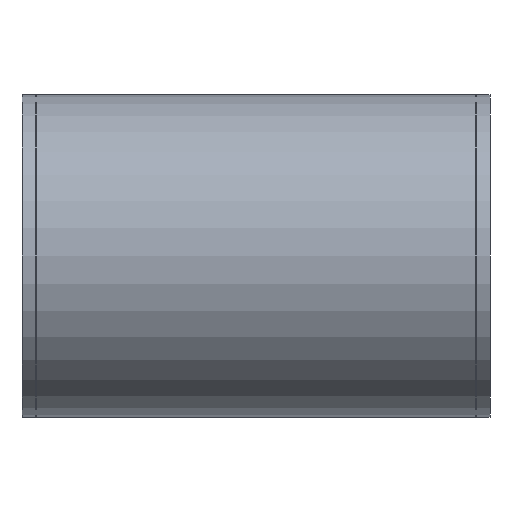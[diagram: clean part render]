
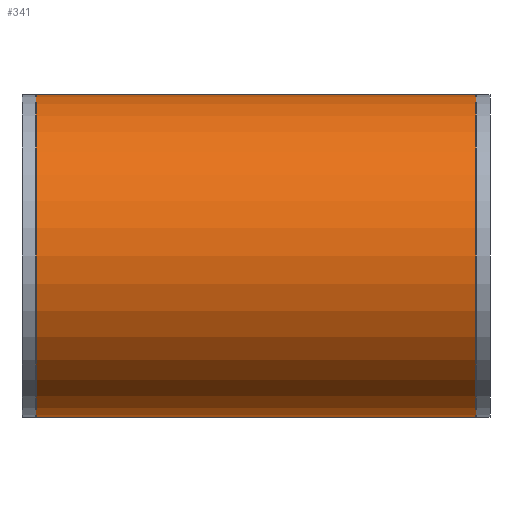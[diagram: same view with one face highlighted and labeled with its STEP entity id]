
A CAD part, left-side view. The second image highlights one B-rep face of the part: STEP entity #341.
In plain terms, the highlighted cylindrical face has radius 5.9 mm (diameter 11.8 mm), a partial arc.
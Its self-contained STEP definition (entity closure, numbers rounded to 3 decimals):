
#191=CARTESIAN_POINT('',(0.,8.03,0.));
#192=DIRECTION('',(0.,1.,0.));
#193=DIRECTION('',(0.,0.,-1.));
#194=AXIS2_PLACEMENT_3D('',#191,#192,#193);
#196=CARTESIAN_POINT('',(0.,-8.03,0.));
#197=DIRECTION('',(0.,-1.,0.));
#198=DIRECTION('',(0.,0.,1.));
#199=AXIS2_PLACEMENT_3D('',#196,#197,#198);
#234=DIRECTION('',(0.,1.,0.));
#235=VECTOR('',#234,16.06);
#236=CARTESIAN_POINT('',(0.,-8.03,-5.9));
#237=LINE('',#236,#235);
#243=DIRECTION('',(0.,1.,0.));
#244=VECTOR('',#243,16.06);
#245=CARTESIAN_POINT('',(0.,-8.03,5.9));
#246=LINE('',#245,#244);
#263=CARTESIAN_POINT('',(0.,8.03,-5.9));
#264=CARTESIAN_POINT('',(0.,8.03,5.9));
#265=VERTEX_POINT('',#263);
#266=VERTEX_POINT('',#264);
#267=CARTESIAN_POINT('',(0.,-8.03,5.9));
#268=CARTESIAN_POINT('',(0.,-8.03,-5.9));
#269=VERTEX_POINT('',#267);
#270=VERTEX_POINT('',#268);
#327=CARTESIAN_POINT('',(0.,0.,0.));
#328=DIRECTION('',(0.,1.,0.));
#329=DIRECTION('',(0.,0.,-1.));
#330=AXIS2_PLACEMENT_3D('',#327,#328,#329);
#331=CYLINDRICAL_SURFACE('',#330,5.9);
#333=ORIENTED_EDGE('',*,*,#332,.T.);
#335=ORIENTED_EDGE('',*,*,#334,.F.);
#336=ORIENTED_EDGE('',*,*,#276,.T.);
#338=ORIENTED_EDGE('',*,*,#337,.T.);
#339=EDGE_LOOP('',(#333,#335,#336,#338));
#340=FACE_OUTER_BOUND('',#339,.F.);
#195=CIRCLE('',#194,5.9);
#200=CIRCLE('',#199,5.9);
#276=EDGE_CURVE('',#269,#270,#200,.T.);
#332=EDGE_CURVE('',#265,#266,#195,.T.);
#334=EDGE_CURVE('',#269,#266,#246,.T.);
#337=EDGE_CURVE('',#270,#265,#237,.T.);
#341=ADVANCED_FACE('',(#340),#331,.T.);
